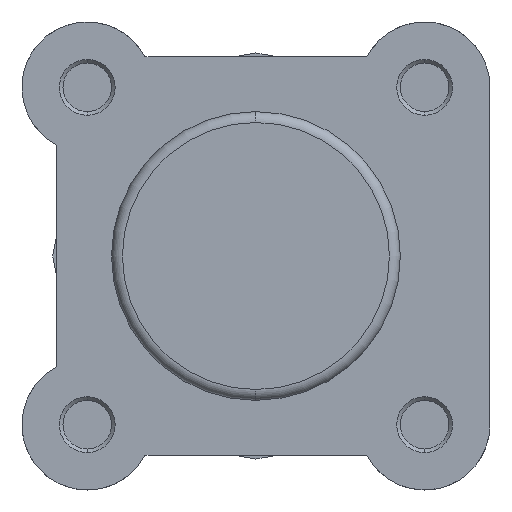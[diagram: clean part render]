
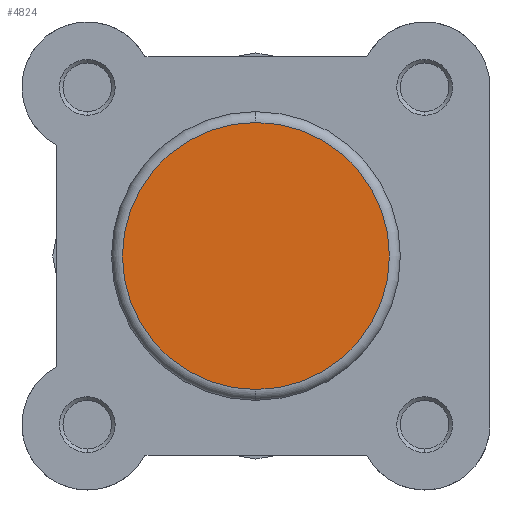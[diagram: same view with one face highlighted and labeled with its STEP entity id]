
A CAD part, left-side view. The second image highlights one B-rep face of the part: STEP entity #4824.
In plain terms, the highlighted planar face has unit normal (-1, 0, 0).
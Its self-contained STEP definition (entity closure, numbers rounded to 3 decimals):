
#102 = EDGE_CURVE ( 'NONE', #406, #264, #1588, .T. ) ;
#264 = VERTEX_POINT ( 'NONE', #1044 ) ;
#406 = VERTEX_POINT ( 'NONE', #1186 ) ;
#795 = CARTESIAN_POINT ( 'NONE',  ( 0., 0., 0. ) ) ;
#800 = DIRECTION ( 'NONE',  ( -1., 0., 0. ) ) ;
#801 = DIRECTION ( 'NONE',  ( 0., 0., -1. ) ) ;
#1044 = CARTESIAN_POINT ( 'NONE',  ( 0., 0., 18.4 ) ) ;
#1186 = CARTESIAN_POINT ( 'NONE',  ( 0., 0., -18.4 ) ) ;
#1361 = EDGE_LOOP ( 'NONE', ( #5205, #5204 ) ) ;
#1588 = CIRCLE ( 'NONE', #4314, 18.4 ) ;
#1851 = CIRCLE ( 'NONE', #4452, 18.4 ) ;
#2355 = FACE_OUTER_BOUND ( 'NONE', #1361, .T. ) ;
#2828 = CARTESIAN_POINT ( 'NONE',  ( 0., 0., 0. ) ) ;
#2830 = DIRECTION ( 'NONE',  ( -1., 0., 0. ) ) ;
#2831 = DIRECTION ( 'NONE',  ( 0., 0., -1. ) ) ;
#3632 = CARTESIAN_POINT ( 'NONE',  ( 0., 0., 0. ) ) ;
#3633 = PLANE ( 'NONE',  #4647 ) ;
#3635 = DIRECTION ( 'NONE',  ( 1., 0., 0. ) ) ;
#3636 = DIRECTION ( 'NONE',  ( 0., 0., -1. ) ) ;
#4083 = EDGE_CURVE ( 'NONE', #264, #406, #1851, .T. ) ;
#4314 = AXIS2_PLACEMENT_3D ( 'NONE', #795, #800, #801 ) ;
#4452 = AXIS2_PLACEMENT_3D ( 'NONE', #2828, #2830, #2831 ) ;
#4647 = AXIS2_PLACEMENT_3D ( 'NONE', #3632, #3635, #3636 ) ;
#4824 = ADVANCED_FACE ( 'NONE', ( #2355 ), #3633, .F. ) ;
#5204 = ORIENTED_EDGE ( 'NONE', *, *, #4083, .T. ) ;
#5205 = ORIENTED_EDGE ( 'NONE', *, *, #102, .T. ) ;
